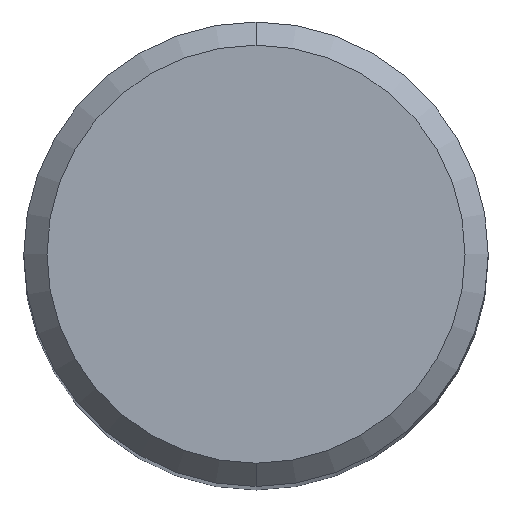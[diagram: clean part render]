
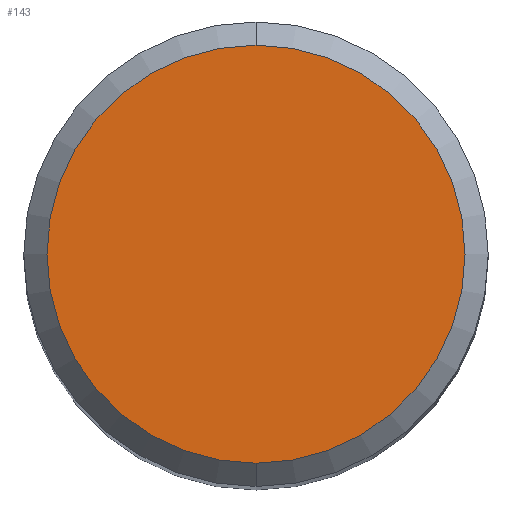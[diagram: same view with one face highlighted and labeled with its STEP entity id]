
A CAD part, top view. The second image highlights one B-rep face of the part: STEP entity #143.
In plain terms, the highlighted planar face has unit normal (0, 0, 1).
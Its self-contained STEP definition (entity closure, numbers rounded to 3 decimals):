
#117=VERTEX_POINT('',#269);
#133=VERTEX_POINT('',#286);
#143=ADVANCED_FACE('',(#297),#298,.T.);
#163=EDGE_CURVE('',#117,#133,#320,.T.);
#175=EDGE_CURVE('',#133,#117,#334,.T.);
#269=CARTESIAN_POINT('',(0.0,3.6,0.0));
#286=CARTESIAN_POINT('',(0.,-3.6,0.0));
#297=FACE_OUTER_BOUND('',#472,.T.);
#298=PLANE('',#473);
#320=CIRCLE('',#502,3.6);
#334=CIRCLE('',#518,3.6);
#472=EDGE_LOOP('',(#643,#644));
#473=AXIS2_PLACEMENT_3D('',#645,#646,#647);
#502=AXIS2_PLACEMENT_3D('',#672,#673,#674);
#518=AXIS2_PLACEMENT_3D('',#693,#694,#695);
#643=ORIENTED_EDGE('',*,*,#163,.F.);
#644=ORIENTED_EDGE('',*,*,#175,.F.);
#645=CARTESIAN_POINT('',(0.0,1.8,0.0));
#646=DIRECTION('',(-0.0,0.0,1.0));
#647=DIRECTION('',(0.0,-1.0,0.0));
#672=CARTESIAN_POINT('',(0.0,0.0,0.0));
#673=DIRECTION('',(0.0,0.0,-1.0));
#674=DIRECTION('',(0.0,1.0,0.0));
#693=CARTESIAN_POINT('',(0.0,0.0,0.0));
#694=DIRECTION('',(0.0,0.0,-1.0));
#695=DIRECTION('',(0.0,1.0,0.0));
